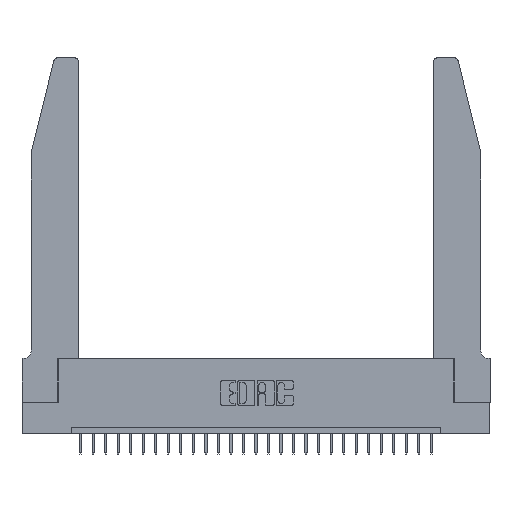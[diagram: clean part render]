
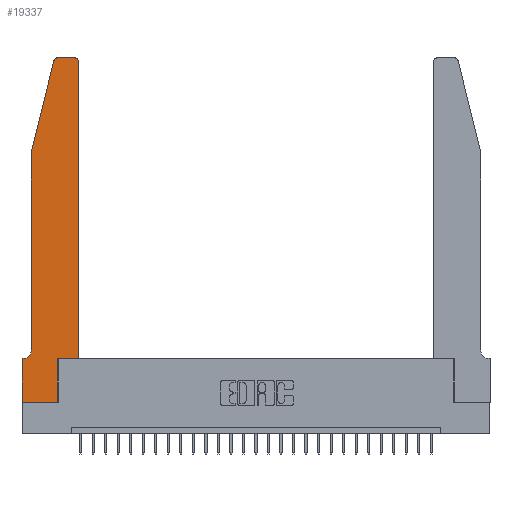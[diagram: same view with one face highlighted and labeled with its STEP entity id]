
A CAD part, top view. The second image highlights one B-rep face of the part: STEP entity #19337.
In plain terms, the highlighted planar face has unit normal (0, 0, 1).
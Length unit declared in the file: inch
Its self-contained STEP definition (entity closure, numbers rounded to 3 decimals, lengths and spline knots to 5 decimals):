
#347 = AXIS2_PLACEMENT_3D ( 'NONE', #27629, #27436, #18944 ) ;
#745 = CARTESIAN_POINT ( 'NONE',  ( 0.4505, 0.35, 0.37 ) ) ;
#899 = CARTESIAN_POINT ( 'NONE',  ( 0.0755, 2., 0.37 ) ) ;
#951 = DIRECTION ( 'NONE',  ( 1., 0., 0. ) ) ;
#1335 = CARTESIAN_POINT ( 'NONE',  ( 0.284, 2.72, 0.37 ) ) ;
#1339 = CARTESIAN_POINT ( 'NONE',  ( 0., 0., 0.37 ) ) ;
#1836 = LINE ( 'NONE', #21469, #21402 ) ;
#1867 = DIRECTION ( 'NONE',  ( 1., 0., 0. ) ) ;
#1999 = VECTOR ( 'NONE', #4465, 39.37008 ) ;
#2107 = EDGE_CURVE ( 'NONE', #27520, #2209, #12644, .T. ) ;
#2209 = VERTEX_POINT ( 'NONE', #15438 ) ;
#3120 = VECTOR ( 'NONE', #22840, 39.37008 ) ;
#4465 = DIRECTION ( 'NONE',  ( 0., 1., 0. ) ) ;
#4571 = ORIENTED_EDGE ( 'NONE', *, *, #2107, .T. ) ;
#4876 = VERTEX_POINT ( 'NONE', #21819 ) ;
#5039 = AXIS2_PLACEMENT_3D ( 'NONE', #26124, #21526, #1867 ) ;
#5359 = LINE ( 'NONE', #22967, #19771 ) ;
#5450 = VERTEX_POINT ( 'NONE', #22372 ) ;
#5558 = LINE ( 'NONE', #22173, #24058 ) ;
#5684 = VERTEX_POINT ( 'NONE', #10837 ) ;
#5888 = EDGE_CURVE ( 'NONE', #18920, #10053, #5558, .T. ) ;
#6013 = DIRECTION ( 'NONE',  ( 0., 0., -1. ) ) ;
#6836 = DIRECTION ( 'NONE',  ( 1., 0., 0. ) ) ;
#7076 = ORIENTED_EDGE ( 'NONE', *, *, #7991, .T. ) ;
#7639 = CARTESIAN_POINT ( 'NONE',  ( 0.4505, 0.35, 0.37 ) ) ;
#7991 = EDGE_CURVE ( 'NONE', #21761, #5450, #16146, .T. ) ;
#8073 = CIRCLE ( 'NONE', #5039, 0.03 ) ;
#8208 = VERTEX_POINT ( 'NONE', #20749 ) ;
#8764 = DIRECTION ( 'NONE',  ( 1., 0., 0. ) ) ;
#8910 = LINE ( 'NONE', #25617, #12725 ) ;
#9593 = EDGE_CURVE ( 'NONE', #8208, #27520, #15837, .T. ) ;
#9694 = VECTOR ( 'NONE', #27219, 39.37008 ) ;
#9958 = EDGE_LOOP ( 'NONE', ( #14001, #23362, #23737, #12097, #20370, #4571, #24415, #18410, #24503, #23155, #7076, #15121 ) ) ;
#10053 = VERTEX_POINT ( 'NONE', #19475 ) ;
#10273 = CARTESIAN_POINT ( 'NONE',  ( 0.4205, 2.75, 0.37 ) ) ;
#10377 = VERTEX_POINT ( 'NONE', #899 ) ;
#10837 = CARTESIAN_POINT ( 'NONE',  ( 0.25487, 2.72718, 0.37 ) ) ;
#11679 = AXIS2_PLACEMENT_3D ( 'NONE', #19157, #6013, #25744 ) ;
#11749 = EDGE_CURVE ( 'NONE', #19355, #4876, #5359, .T. ) ;
#11897 = CARTESIAN_POINT ( 'NONE',  ( 0.0755, 2., 0.37 ) ) ;
#11941 = DIRECTION ( 'NONE',  ( -1., 0., 0. ) ) ;
#12097 = ORIENTED_EDGE ( 'NONE', *, *, #15008, .T. ) ;
#12644 = LINE ( 'NONE', #16892, #26613 ) ;
#12725 = VECTOR ( 'NONE', #27814, 39.37008 ) ;
#12834 = EDGE_CURVE ( 'NONE', #5684, #10377, #1836, .T. ) ;
#14001 = ORIENTED_EDGE ( 'NONE', *, *, #11749, .T. ) ;
#14199 = DIRECTION ( 'NONE',  ( 0., 0., 1. ) ) ;
#14241 = VERTEX_POINT ( 'NONE', #14455 ) ;
#14455 = CARTESIAN_POINT ( 'NONE',  ( 0.2865, 0.35, 0.37 ) ) ;
#15008 = EDGE_CURVE ( 'NONE', #10377, #8208, #26106, .T. ) ;
#15058 = EDGE_CURVE ( 'NONE', #10053, #14241, #23385, .T. ) ;
#15121 = ORIENTED_EDGE ( 'NONE', *, *, #24442, .T. ) ;
#15438 = CARTESIAN_POINT ( 'NONE',  ( 0., 0.35, 0.37 ) ) ;
#15837 = CIRCLE ( 'NONE', #11679, 0.07 ) ;
#16146 = LINE ( 'NONE', #26018, #1999 ) ;
#16260 = EDGE_CURVE ( 'NONE', #14241, #21761, #21091, .T. ) ;
#16356 = CARTESIAN_POINT ( 'NONE',  ( 0.0055, 0.35, 0.37 ) ) ;
#16892 = CARTESIAN_POINT ( 'NONE',  ( 0.0755, 0.35, 0.37 ) ) ;
#18410 = ORIENTED_EDGE ( 'NONE', *, *, #5888, .T. ) ;
#18920 = VERTEX_POINT ( 'NONE', #1339 ) ;
#18944 = DIRECTION ( 'NONE',  ( 1., 0., 0. ) ) ;
#19157 = CARTESIAN_POINT ( 'NONE',  ( 0.0055, 0.42, 0.37 ) ) ;
#19248 = DIRECTION ( 'NONE',  ( -1., 0., 0. ) ) ;
#19337 = ADVANCED_FACE ( 'NONE', ( #27750 ), #23246, .T. ) ;
#19355 = VERTEX_POINT ( 'NONE', #10273 ) ;
#19475 = CARTESIAN_POINT ( 'NONE',  ( 0.2865, 0., 0.37 ) ) ;
#19771 = VECTOR ( 'NONE', #11941, 39.37008 ) ;
#20370 = ORIENTED_EDGE ( 'NONE', *, *, #9593, .T. ) ;
#20385 = EDGE_CURVE ( 'NONE', #2209, #18920, #8910, .T. ) ;
#20749 = CARTESIAN_POINT ( 'NONE',  ( 0.0755, 0.42, 0.37 ) ) ;
#21091 = LINE ( 'NONE', #745, #27946 ) ;
#21402 = VECTOR ( 'NONE', #28164, 39.37008 ) ;
#21469 = CARTESIAN_POINT ( 'NONE',  ( 0.0755, 2., 0.37 ) ) ;
#21518 = AXIS2_PLACEMENT_3D ( 'NONE', #1335, #14199, #951 ) ;
#21526 = DIRECTION ( 'NONE',  ( 0., 0., 1. ) ) ;
#21761 = VERTEX_POINT ( 'NONE', #7639 ) ;
#21819 = CARTESIAN_POINT ( 'NONE',  ( 0.284, 2.75, 0.37 ) ) ;
#22173 = CARTESIAN_POINT ( 'NONE',  ( 0., 0., 0.37 ) ) ;
#22372 = CARTESIAN_POINT ( 'NONE',  ( 0.4505, 2.72, 0.37 ) ) ;
#22413 = CIRCLE ( 'NONE', #21518, 0.03 ) ;
#22734 = EDGE_CURVE ( 'NONE', #4876, #5684, #22413, .T. ) ;
#22840 = DIRECTION ( 'NONE',  ( 0., 1., 0. ) ) ;
#22967 = CARTESIAN_POINT ( 'NONE',  ( 0.2605, 2.75, 0.37 ) ) ;
#23155 = ORIENTED_EDGE ( 'NONE', *, *, #16260, .T. ) ;
#23246 = PLANE ( 'NONE',  #347 ) ;
#23362 = ORIENTED_EDGE ( 'NONE', *, *, #22734, .T. ) ;
#23385 = LINE ( 'NONE', #25019, #3120 ) ;
#23737 = ORIENTED_EDGE ( 'NONE', *, *, #12834, .T. ) ;
#24058 = VECTOR ( 'NONE', #8764, 39.37008 ) ;
#24415 = ORIENTED_EDGE ( 'NONE', *, *, #20385, .T. ) ;
#24442 = EDGE_CURVE ( 'NONE', #5450, #19355, #8073, .T. ) ;
#24503 = ORIENTED_EDGE ( 'NONE', *, *, #15058, .T. ) ;
#25019 = CARTESIAN_POINT ( 'NONE',  ( 0.2865, 0.35, 0.37 ) ) ;
#25617 = CARTESIAN_POINT ( 'NONE',  ( 0., 0., 0.37 ) ) ;
#25744 = DIRECTION ( 'NONE',  ( -1., 0., 0. ) ) ;
#26018 = CARTESIAN_POINT ( 'NONE',  ( 0.4505, 0.35, 0.37 ) ) ;
#26106 = LINE ( 'NONE', #11897, #9694 ) ;
#26124 = CARTESIAN_POINT ( 'NONE',  ( 0.4205, 2.72, 0.37 ) ) ;
#26613 = VECTOR ( 'NONE', #19248, 39.37008 ) ;
#27219 = DIRECTION ( 'NONE',  ( 0., -1., 0. ) ) ;
#27436 = DIRECTION ( 'NONE',  ( 0., 0., 1. ) ) ;
#27520 = VERTEX_POINT ( 'NONE', #16356 ) ;
#27629 = CARTESIAN_POINT ( 'NONE',  ( 0., 0.35, 0.37 ) ) ;
#27750 = FACE_OUTER_BOUND ( 'NONE', #9958, .T. ) ;
#27814 = DIRECTION ( 'NONE',  ( 0., -1., 0. ) ) ;
#27946 = VECTOR ( 'NONE', #6836, 39.37008 ) ;
#28164 = DIRECTION ( 'NONE',  ( -0.239, -0.971, 0. ) ) ;
